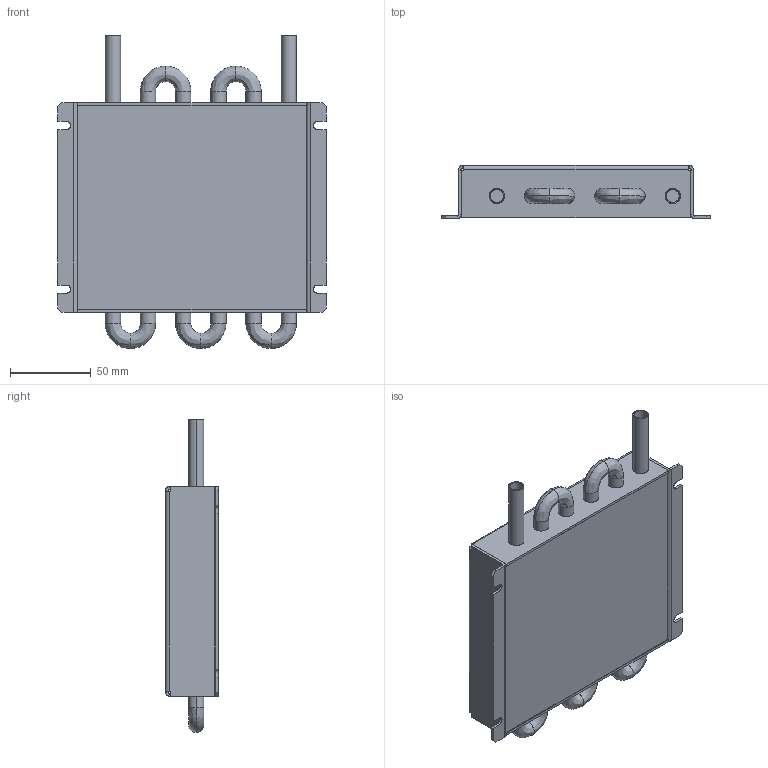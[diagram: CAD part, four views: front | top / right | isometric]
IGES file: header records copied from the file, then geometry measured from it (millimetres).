
Start section: SolidWorks IGES FILE using analytic representation for surfaces
Global section: file name: 4105G1SB.IGS; native system: SolidWorks 2003 by SolidWorks Corporation; preprocessor: Version 5.3; author: cmarshal; date: 030924.153108; units: inch
Bounding box: 166.65 x 32.84 x 194.46 mm (x, y, z)
Surface area: 98419.8 mm2 (no closed solid volume)
Topology: 0 solids, 0 shells, 1001 faces, 11605 edges, 11605 vertices
Faces by surface type: bspline 907, revolution 94
